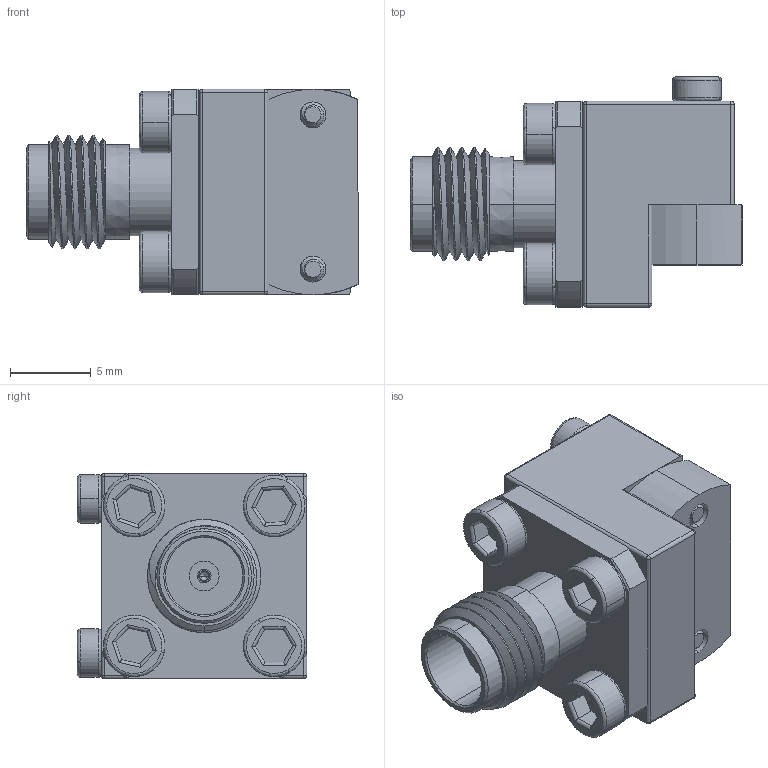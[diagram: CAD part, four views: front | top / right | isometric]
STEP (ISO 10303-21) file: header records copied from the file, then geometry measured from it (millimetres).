
FILE_DESCRIPTION (( 'STEP AP203' ), '1' );
FILE_NAME ('PE45515.step', '2019-04-17T22:20:26', ( '' ), ( '' ), 'SwSTEP 2.0', 'SolidWorks 2018', '' );
FILE_SCHEMA (( 'CONFIG_CONTROL_DESIGN' ));
Length unit declared in the file: inch
Products named in the file (1): PE45515
Bounding box: 20.51 x 14.2 x 12.7 mm (x, y, z)
Volume: 1645.8 mm3; surface area: 2321.2 mm2
Topology: 7 solids, 7 shells, 531 faces, 1402 edges, 899 vertices
Faces by surface type: cylinder 309, plane 116, cone 60, bspline 46
Entity records: 25761 total; most frequent: CARTESIAN_POINT 14058, ORIENTED_EDGE 2784, DIRECTION 2115, EDGE_CURVE 1392, VERTEX_POINT 899, AXIS2_PLACEMENT_3D 789, EDGE_LOOP 567, LINE 537
